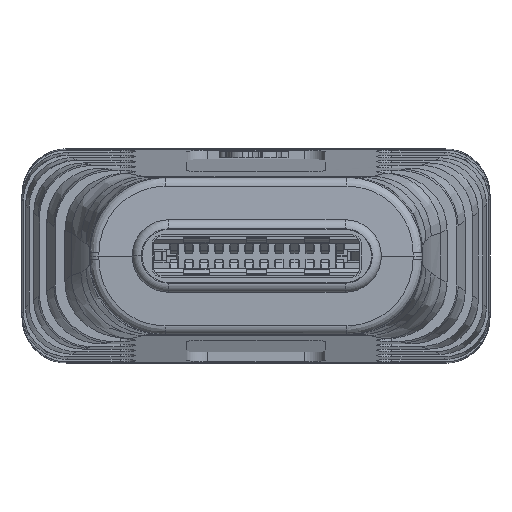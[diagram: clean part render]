
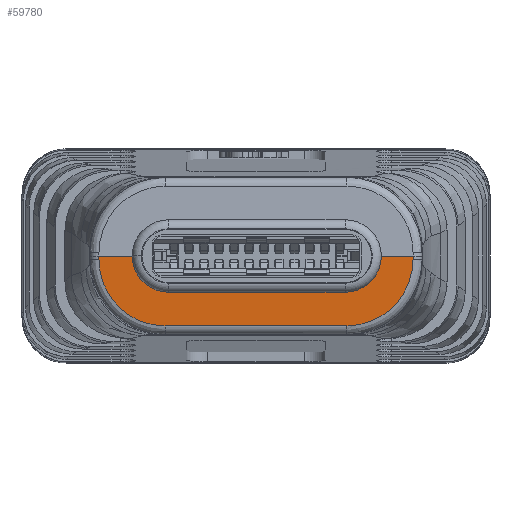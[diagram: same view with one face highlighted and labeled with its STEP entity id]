
A CAD part, left-side view. The second image highlights one B-rep face of the part: STEP entity #59780.
In plain terms, the highlighted face is planar.
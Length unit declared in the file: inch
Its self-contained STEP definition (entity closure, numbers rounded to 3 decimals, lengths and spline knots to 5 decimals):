
#2910 = VERTEX_POINT ( 'NONE', #82290 ) ;
#3010 = ORIENTED_EDGE ( 'NONE', *, *, #23809, .F. ) ;
#4105 = CARTESIAN_POINT ( 'NONE',  ( 0.07683, -0.16677, -0.76897 ) ) ;
#4645 = EDGE_CURVE ( 'NONE', #64629, #19555, #58208, .T. ) ;
#5025 = VERTEX_POINT ( 'NONE', #54971 ) ;
#5041 = ORIENTED_EDGE ( 'NONE', *, *, #41682, .T. ) ;
#7747 = CARTESIAN_POINT ( 'NONE',  ( 0.08078, 0.15942, -0.76883 ) ) ;
#7778 = CARTESIAN_POINT ( 'NONE',  ( 0.09096, 0.1186, -0.76848 ) ) ;
#8059 = ORIENTED_EDGE ( 'NONE', *, *, #28565, .F. ) ;
#8766 = DIRECTION ( 'NONE',  ( 0., -1., 0. ) ) ;
#9087 = CARTESIAN_POINT ( 'NONE',  ( 0.05479, 0.18902, -0.76974 ) ) ;
#9531 = CARTESIAN_POINT ( 'NONE',  ( 0.04513, 0.19475, -0.77008 ) ) ;
#9998 = CARTESIAN_POINT ( 'NONE',  ( 0.02139, -0.20359, -0.77091 ) ) ;
#10454 = CARTESIAN_POINT ( 'NONE',  ( 0.03498, -0.19951, -0.77043 ) ) ;
#13598 = CARTESIAN_POINT ( 'NONE',  ( 0.09096, 0.12429, -0.76848 ) ) ;
#14937 = CARTESIAN_POINT ( 'NONE',  ( 0.00435, 0.20472, -0.7715 ) ) ;
#17095 = LINE ( 'NONE', #56862, #79896 ) ;
#17263 = EDGE_CURVE ( 'NONE', #2910, #19555, #26458, .T. ) ;
#19555 = VERTEX_POINT ( 'NONE', #54033 ) ;
#22998 = CARTESIAN_POINT ( 'NONE',  ( 0.07128, 0.1735, -0.76916 ) ) ;
#23499 = CARTESIAN_POINT ( 'NONE',  ( 0.00435, -0.20472, -0.7715 ) ) ;
#23809 = EDGE_CURVE ( 'NONE', #64629, #67992, #28582, .T. ) ;
#25993 = FACE_OUTER_BOUND ( 'NONE', #63592, .T. ) ;
#26458 = LINE ( 'NONE', #62488, #31712 ) ;
#28520 = LINE ( 'NONE', #7778, #70239 ) ;
#28565 = EDGE_CURVE ( 'NONE', #5025, #49884, #43028, .T. ) ;
#28582 = B_SPLINE_CURVE_WITH_KNOTS ( 'NONE', 3,
 ( #23499, #30745, #9998, #10454, #52385, #70985, #79959, #65966, #4105, #44304, #51052, #65528, #78631, #58281 ),
 .UNSPECIFIED., .F., .F.,
 ( 4, 1, 1, 1, 1, 1, 1, 1, 1, 1, 1, 4 ),
 ( 0., 0.125, 0.25, 0.3125, 0.375, 0.4375, 0.5, 0.625, 0.75, 0.8125, 0.875, 1. ),
 .UNSPECIFIED. ) ;
#29828 = CARTESIAN_POINT ( 'NONE',  ( 0.01005, 0.20472, -0.7713 ) ) ;
#30230 = CARTESIAN_POINT ( 'NONE',  ( 0.00435, -0.20472, -0.7715 ) ) ;
#30260 = CARTESIAN_POINT ( 'NONE',  ( 0.0637, 0.18178, -0.76943 ) ) ;
#30745 = CARTESIAN_POINT ( 'NONE',  ( 0.01002, -0.20472, -0.7713 ) ) ;
#31712 = VECTOR ( 'NONE', #8766, 39.37008 ) ;
#35708 = CARTESIAN_POINT ( 'NONE',  ( 0.01844, 0.2039, -0.77101 ) ) ;
#39134 = CARTESIAN_POINT ( 'NONE',  ( -0.00414, -0.21291, -0.7718 ) ) ;
#39826 = ORIENTED_EDGE ( 'NONE', *, *, #4645, .T. ) ;
#40357 = CARTESIAN_POINT ( 'NONE',  ( 0.00435, -0.20472, -0.7715 ) ) ;
#41139 = CARTESIAN_POINT ( 'NONE',  ( 0.08981, 0.13567, -0.76852 ) ) ;
#41682 = EDGE_CURVE ( 'NONE', #2910, #49884, #17095, .T. ) ;
#43028 = B_SPLINE_CURVE_WITH_KNOTS ( 'NONE', 3,
 ( #75471, #13598, #41139, #56908, #7747, #78147, #22998, #30260, #9087, #9531, #71386, #57796, #35708, #29828, #14937 ),
 .UNSPECIFIED., .F., .F.,
 ( 4, 1, 1, 1, 1, 1, 1, 1, 1, 1, 1, 1, 4 ),
 ( 0., 0.125, 0.25, 0.3125, 0.375, 0.4375, 0.5, 0.625, 0.6875, 0.75, 0.8125, 0.875, 1. ),
 .UNSPECIFIED. ) ;
#44215 = DIRECTION ( 'NONE',  ( 0.999, 0., 0.035 ) ) ;
#44304 = CARTESIAN_POINT ( 'NONE',  ( 0.08349, -0.1544, -0.76874 ) ) ;
#47219 = DIRECTION ( 'NONE',  ( 0.035, 0., -0.999 ) ) ;
#48382 = DIRECTION ( 'NONE',  ( 0., -1., 0. ) ) ;
#49884 = VERTEX_POINT ( 'NONE', #56745 ) ;
#51052 = CARTESIAN_POINT ( 'NONE',  ( 0.08736, -0.14369, -0.7686 ) ) ;
#52385 = CARTESIAN_POINT ( 'NONE',  ( 0.04518, -0.19472, -0.77008 ) ) ;
#53245 = AXIS2_PLACEMENT_3D ( 'NONE', #39134, #47219, #88782 ) ;
#54033 = CARTESIAN_POINT ( 'NONE',  ( 0., -0.20472, -0.77165 ) ) ;
#54971 = CARTESIAN_POINT ( 'NONE',  ( 0.09096, 0.1186, -0.76848 ) ) ;
#56214 = ORIENTED_EDGE ( 'NONE', *, *, #84644, .T. ) ;
#56745 = CARTESIAN_POINT ( 'NONE',  ( 0.00435, 0.20472, -0.7715 ) ) ;
#56862 = CARTESIAN_POINT ( 'NONE',  ( 0., 0.20472, -0.77165 ) ) ;
#56908 = CARTESIAN_POINT ( 'NONE',  ( 0.08566, 0.14923, -0.76866 ) ) ;
#57796 = CARTESIAN_POINT ( 'NONE',  ( 0.02943, 0.20118, -0.77063 ) ) ;
#58208 = LINE ( 'NONE', #30230, #65014 ) ;
#58281 = CARTESIAN_POINT ( 'NONE',  ( 0.09096, -0.1186, -0.76848 ) ) ;
#59780 = ADVANCED_FACE ( 'NONE', ( #25993 ), #67562, .T. ) ;
#62488 = CARTESIAN_POINT ( 'NONE',  ( 0., 0.20472, -0.77165 ) ) ;
#63592 = EDGE_LOOP ( 'NONE', ( #39826, #88121, #5041, #8059, #56214, #3010 ) ) ;
#64629 = VERTEX_POINT ( 'NONE', #40357 ) ;
#65014 = VECTOR ( 'NONE', #70911, 39.37008 ) ;
#65528 = CARTESIAN_POINT ( 'NONE',  ( 0.09013, -0.1327, -0.76851 ) ) ;
#65966 = CARTESIAN_POINT ( 'NONE',  ( 0.0677, -0.17782, -0.76929 ) ) ;
#67562 = PLANE ( 'NONE',  #53245 ) ;
#67992 = VERTEX_POINT ( 'NONE', #70074 ) ;
#70074 = CARTESIAN_POINT ( 'NONE',  ( 0.09096, -0.1186, -0.76848 ) ) ;
#70239 = VECTOR ( 'NONE', #48382, 39.37008 ) ;
#70911 = DIRECTION ( 'NONE',  ( -0.999, 0., -0.035 ) ) ;
#70985 = CARTESIAN_POINT ( 'NONE',  ( 0.05252, -0.19036, -0.76982 ) ) ;
#71386 = CARTESIAN_POINT ( 'NONE',  ( 0.03747, 0.19834, -0.77035 ) ) ;
#75471 = CARTESIAN_POINT ( 'NONE',  ( 0.09096, 0.1186, -0.76848 ) ) ;
#78147 = CARTESIAN_POINT ( 'NONE',  ( 0.07636, 0.16672, -0.76899 ) ) ;
#78631 = CARTESIAN_POINT ( 'NONE',  ( 0.09096, -0.12431, -0.76848 ) ) ;
#79896 = VECTOR ( 'NONE', #44215, 39.37008 ) ;
#79959 = CARTESIAN_POINT ( 'NONE',  ( 0.05935, -0.18532, -0.76958 ) ) ;
#82290 = CARTESIAN_POINT ( 'NONE',  ( 0., 0.20472, -0.77165 ) ) ;
#84644 = EDGE_CURVE ( 'NONE', #5025, #67992, #28520, .T. ) ;
#88121 = ORIENTED_EDGE ( 'NONE', *, *, #17263, .F. ) ;
#88782 = DIRECTION ( 'NONE',  ( 0., -1., 0. ) ) ;
